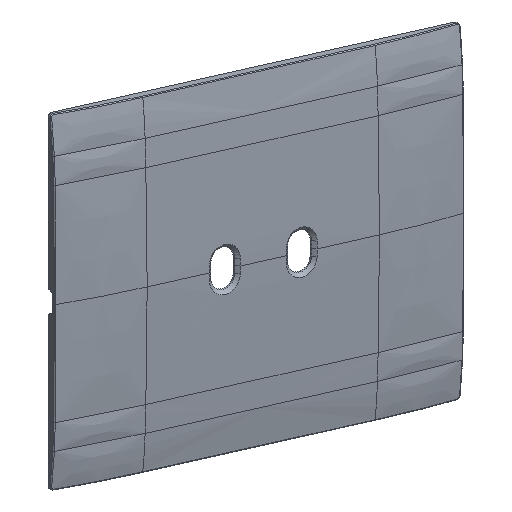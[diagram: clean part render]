
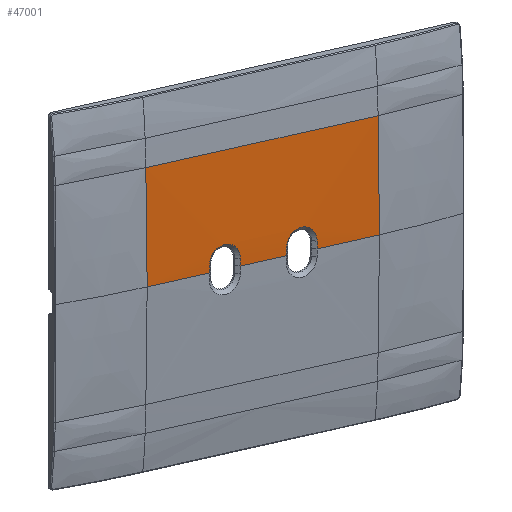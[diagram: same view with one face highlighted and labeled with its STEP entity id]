
A CAD part, top view. The second image highlights one B-rep face of the part: STEP entity #47001.
In plain terms, the highlighted cylindrical face has radius 801.109 mm (diameter 1602.22 mm), a partial arc.
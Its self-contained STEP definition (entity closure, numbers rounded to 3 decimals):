
#997=CARTESIAN_POINT('Vertex',(-34.,30.803,3.908)) ;
#1000=CARTESIAN_POINT('Line Origine',(17.,30.803,3.908)) ;
#1004=CARTESIAN_POINT('Vertex',(34.,30.803,3.908)) ;
#1326=CARTESIAN_POINT('Control Point',(34.,30.803,3.908)) ;
#1327=CARTESIAN_POINT('Control Point',(34.,24.646,4.145)) ;
#1328=CARTESIAN_POINT('Control Point',(34.,18.486,4.322)) ;
#1329=CARTESIAN_POINT('Control Point',(34.,12.324,4.441)) ;
#1330=CARTESIAN_POINT('Control Point',(34.,6.162,4.5)) ;
#1331=CARTESIAN_POINT('Control Point',(34.,0.,4.5)) ;
#1332=CARTESIAN_POINT('Vertex',(34.,0.,4.5)) ;
#9129=CARTESIAN_POINT('Vertex',(-34.,0.,4.5)) ;
#9135=CARTESIAN_POINT('Control Point',(-34.,30.803,3.908)) ;
#9136=CARTESIAN_POINT('Control Point',(-34.,24.646,4.145)) ;
#9137=CARTESIAN_POINT('Control Point',(-34.,18.486,4.322)) ;
#9138=CARTESIAN_POINT('Control Point',(-34.,12.324,4.441)) ;
#9139=CARTESIAN_POINT('Control Point',(-34.,6.162,4.5)) ;
#9140=CARTESIAN_POINT('Control Point',(-34.,0.,4.5)) ;
#46563=CARTESIAN_POINT('Vertex',(-6.75,2.003,4.497)) ;
#46567=CARTESIAN_POINT('Control Point',(-6.75,2.002,4.497)) ;
#46568=CARTESIAN_POINT('Control Point',(-6.75,2.224,4.497)) ;
#46569=CARTESIAN_POINT('Control Point',(-6.764,2.445,4.496)) ;
#46570=CARTESIAN_POINT('Control Point',(-6.791,2.665,4.496)) ;
#46571=CARTESIAN_POINT('Control Point',(-6.905,3.274,4.493)) ;
#46572=CARTESIAN_POINT('Control Point',(-7.122,3.858,4.491)) ;
#46573=CARTESIAN_POINT('Control Point',(-7.303,4.216,4.489)) ;
#46574=CARTESIAN_POINT('Control Point',(-7.74,4.886,4.485)) ;
#46575=CARTESIAN_POINT('Control Point',(-8.313,5.445,4.482)) ;
#46576=CARTESIAN_POINT('Control Point',(-8.63,5.691,4.48)) ;
#46577=CARTESIAN_POINT('Control Point',(-9.311,6.109,4.477)) ;
#46578=CARTESIAN_POINT('Control Point',(-10.067,6.369,4.475)) ;
#46579=CARTESIAN_POINT('Control Point',(-10.457,6.456,4.474)) ;
#46580=CARTESIAN_POINT('Control Point',(-11.25,6.544,4.473)) ;
#46581=CARTESIAN_POINT('Control Point',(-12.043,6.456,4.474)) ;
#46582=CARTESIAN_POINT('Control Point',(-12.433,6.369,4.475)) ;
#46583=CARTESIAN_POINT('Control Point',(-13.189,6.109,4.477)) ;
#46584=CARTESIAN_POINT('Control Point',(-13.87,5.691,4.48)) ;
#46585=CARTESIAN_POINT('Control Point',(-14.187,5.445,4.482)) ;
#46586=CARTESIAN_POINT('Control Point',(-14.76,4.886,4.485)) ;
#46587=CARTESIAN_POINT('Control Point',(-15.197,4.216,4.489)) ;
#46588=CARTESIAN_POINT('Control Point',(-15.378,3.858,4.491)) ;
#46589=CARTESIAN_POINT('Control Point',(-15.595,3.274,4.493)) ;
#46590=CARTESIAN_POINT('Control Point',(-15.709,2.665,4.496)) ;
#46591=CARTESIAN_POINT('Control Point',(-15.736,2.445,4.496)) ;
#46592=CARTESIAN_POINT('Control Point',(-15.75,2.224,4.497)) ;
#46593=CARTESIAN_POINT('Control Point',(-15.75,2.003,4.497)) ;
#46594=CARTESIAN_POINT('Vertex',(-15.75,2.003,4.497)) ;
#46613=CARTESIAN_POINT('Axis2P3D Location',(-15.75,0.,-796.609)) ;
#46617=CARTESIAN_POINT('Vertex',(-15.75,0.,4.5)) ;
#46762=CARTESIAN_POINT('Vertex',(-6.75,0.,4.5)) ;
#46782=CARTESIAN_POINT('Axis2P3D Location',(-6.75,0.,-796.609)) ;
#46932=CARTESIAN_POINT('Axis2P3D Location',(17.,0.,-796.609)) ;
#46937=CARTESIAN_POINT('Line Origine',(17.,0.,4.5)) ;
#46941=CARTESIAN_POINT('Vertex',(15.75,0.,4.5)) ;
#46944=CARTESIAN_POINT('Line Origine',(17.,0.,4.5)) ;
#46949=CARTESIAN_POINT('Line Origine',(17.,0.,4.5)) ;
#46953=CARTESIAN_POINT('Vertex',(6.75,0.,4.5)) ;
#46956=CARTESIAN_POINT('Axis2P3D Location',(6.75,0.,-796.609)) ;
#46960=CARTESIAN_POINT('Vertex',(6.75,2.003,4.497)) ;
#46964=CARTESIAN_POINT('Control Point',(15.75,2.002,4.497)) ;
#46965=CARTESIAN_POINT('Control Point',(15.75,2.621,4.496)) ;
#46966=CARTESIAN_POINT('Control Point',(15.643,3.24,4.494)) ;
#46967=CARTESIAN_POINT('Control Point',(15.43,3.835,4.491)) ;
#46968=CARTESIAN_POINT('Control Point',(14.719,5.081,4.484)) ;
#46969=CARTESIAN_POINT('Control Point',(13.581,5.974,4.478)) ;
#46970=CARTESIAN_POINT('Control Point',(12.838,6.325,4.475)) ;
#46971=CARTESIAN_POINT('Control Point',(11.25,6.675,4.472)) ;
#46972=CARTESIAN_POINT('Control Point',(9.662,6.325,4.475)) ;
#46973=CARTESIAN_POINT('Control Point',(8.919,5.974,4.478)) ;
#46974=CARTESIAN_POINT('Control Point',(7.781,5.081,4.484)) ;
#46975=CARTESIAN_POINT('Control Point',(7.07,3.835,4.491)) ;
#46976=CARTESIAN_POINT('Control Point',(6.857,3.24,4.494)) ;
#46977=CARTESIAN_POINT('Control Point',(6.75,2.621,4.496)) ;
#46978=CARTESIAN_POINT('Control Point',(6.75,2.003,4.497)) ;
#46979=CARTESIAN_POINT('Vertex',(15.75,2.002,4.497)) ;
#46982=CARTESIAN_POINT('Axis2P3D Location',(15.75,0.,-796.609)) ;
#1001=DIRECTION('Vector Direction',(1.,0.,0.)) ;
#46614=DIRECTION('Axis2P3D Direction',(-1.,-0.,0.)) ;
#46783=DIRECTION('Axis2P3D Direction',(1.,0.,0.)) ;
#46933=DIRECTION('Axis2P3D Direction',(1.,0.,0.)) ;
#46934=DIRECTION('Axis2P3D XDirection',(0.,0.038,0.999)) ;
#46938=DIRECTION('Vector Direction',(1.,0.,0.)) ;
#46945=DIRECTION('Vector Direction',(1.,0.,0.)) ;
#46950=DIRECTION('Vector Direction',(1.,0.,0.)) ;
#46957=DIRECTION('Axis2P3D Direction',(1.,0.,0.)) ;
#46983=DIRECTION('Axis2P3D Direction',(1.,0.,0.)) ;
#46615=AXIS2_PLACEMENT_3D('Circle Axis2P3D',#46613,#46614,$) ;
#46784=AXIS2_PLACEMENT_3D('Circle Axis2P3D',#46782,#46783,$) ;
#46935=AXIS2_PLACEMENT_3D('Cylinder Axis2P3D',#46932,#46933,#46934) ;
#46958=AXIS2_PLACEMENT_3D('Circle Axis2P3D',#46956,#46957,$) ;
#46984=AXIS2_PLACEMENT_3D('Circle Axis2P3D',#46982,#46983,$) ;
#46988=ORIENTED_EDGE('',*,*,#46943,.F.) ;
#46989=ORIENTED_EDGE('',*,*,#1334,.F.) ;
#46990=ORIENTED_EDGE('',*,*,#1006,.T.) ;
#46991=ORIENTED_EDGE('',*,*,#9141,.T.) ;
#46992=ORIENTED_EDGE('',*,*,#46948,.F.) ;
#46993=ORIENTED_EDGE('',*,*,#46619,.F.) ;
#46994=ORIENTED_EDGE('',*,*,#46596,.F.) ;
#46995=ORIENTED_EDGE('',*,*,#46786,.F.) ;
#46996=ORIENTED_EDGE('',*,*,#46955,.F.) ;
#46997=ORIENTED_EDGE('',*,*,#46962,.T.) ;
#46998=ORIENTED_EDGE('',*,*,#46981,.T.) ;
#46999=ORIENTED_EDGE('',*,*,#46986,.T.) ;
#1002=VECTOR('Line Direction',#1001,1.) ;
#46939=VECTOR('Line Direction',#46938,1.) ;
#46946=VECTOR('Line Direction',#46945,1.) ;
#46951=VECTOR('Line Direction',#46950,1.) ;
#47001=ADVANCED_FACE('PartBody',(#47000),#46936,.T.) ;
#1325=B_SPLINE_CURVE_WITH_KNOTS('',5,(#1326,#1327,#1328,#1329,#1330,#1331),.UNSPECIFIED.,.F.,.U.,(6,6),(1227.528,1258.339),.UNSPECIFIED.) ;
#9134=B_SPLINE_CURVE_WITH_KNOTS('',5,(#9135,#9136,#9137,#9138,#9139,#9140),.UNSPECIFIED.,.F.,.U.,(6,6),(1227.528,1258.339),.UNSPECIFIED.) ;
#46566=B_SPLINE_CURVE_WITH_KNOTS('',5,(#46567,#46568,#46569,#46570,#46571,#46572,#46573,#46574,#46575,#46576,#46577,#46578,#46579,#46580,#46581,#46582,#46583,#46584,#46585,#46586,#46587,#46588,#46589,#46590,#46591,#46592,#46593),.UNSPECIFIED.,.F.,.U.,(6,3,3,3,3,3,3,3,6),(8.957,10.356,12.876,15.396,17.91,20.423,22.944,25.463,26.862),.UNSPECIFIED.) ;
#46963=B_SPLINE_CURVE_WITH_KNOTS('',5,(#46964,#46965,#46966,#46967,#46968,#46969,#46970,#46971,#46972,#46973,#46974,#46975,#46976,#46977,#46978),.UNSPECIFIED.,.F.,.U.,(6,3,3,3,6),(8.957,12.876,17.91,22.944,26.862),.UNSPECIFIED.) ;
#46616=CIRCLE('generated circle',#46615,801.109) ;
#46785=CIRCLE('generated circle',#46784,801.109) ;
#46959=CIRCLE('generated circle',#46958,801.109) ;
#46985=CIRCLE('generated circle',#46984,801.109) ;
#46936=CYLINDRICAL_SURFACE('generated cylinder',#46935,801.109) ;
#1006=EDGE_CURVE('',#1005,#998,#1003,.F.) ;
#1334=EDGE_CURVE('',#1005,#1333,#1325,.T.) ;
#9141=EDGE_CURVE('',#998,#9130,#9134,.T.) ;
#46596=EDGE_CURVE('',#46564,#46595,#46566,.T.) ;
#46619=EDGE_CURVE('',#46595,#46618,#46616,.F.) ;
#46786=EDGE_CURVE('',#46763,#46564,#46785,.F.) ;
#46943=EDGE_CURVE('',#1333,#46942,#46940,.F.) ;
#46948=EDGE_CURVE('',#46618,#9130,#46947,.F.) ;
#46955=EDGE_CURVE('',#46954,#46763,#46952,.F.) ;
#46962=EDGE_CURVE('',#46954,#46961,#46959,.F.) ;
#46981=EDGE_CURVE('',#46961,#46980,#46963,.F.) ;
#46986=EDGE_CURVE('',#46980,#46942,#46985,.T.) ;
#46987=EDGE_LOOP('',(#46988,#46989,#46990,#46991,#46992,#46993,#46994,#46995,#46996,#46997,#46998,#46999)) ;
#47000=FACE_OUTER_BOUND('',#46987,.T.) ;
#1003=LINE('Line',#1000,#1002) ;
#46940=LINE('Line',#46937,#46939) ;
#46947=LINE('Line',#46944,#46946) ;
#46952=LINE('Line',#46949,#46951) ;
#998=VERTEX_POINT('',#997) ;
#1005=VERTEX_POINT('',#1004) ;
#1333=VERTEX_POINT('',#1332) ;
#9130=VERTEX_POINT('',#9129) ;
#46564=VERTEX_POINT('',#46563) ;
#46595=VERTEX_POINT('',#46594) ;
#46618=VERTEX_POINT('',#46617) ;
#46763=VERTEX_POINT('',#46762) ;
#46942=VERTEX_POINT('',#46941) ;
#46954=VERTEX_POINT('',#46953) ;
#46961=VERTEX_POINT('',#46960) ;
#46980=VERTEX_POINT('',#46979) ;
